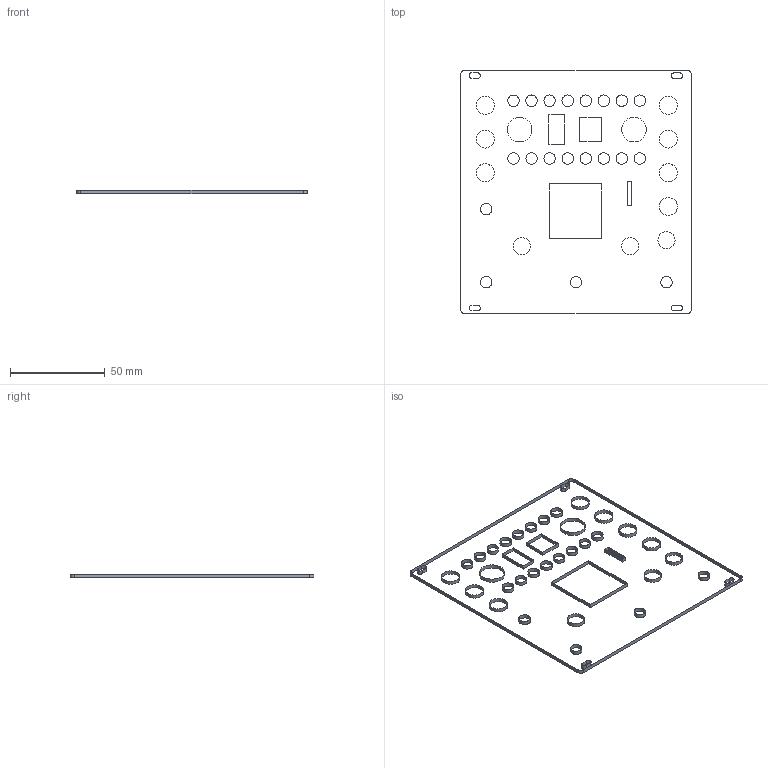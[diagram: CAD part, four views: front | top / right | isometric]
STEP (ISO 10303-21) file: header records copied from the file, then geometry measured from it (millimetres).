
FILE_DESCRIPTION(('FreeCAD Model'),'2;1');
FILE_NAME( 'Panel.step', '2019-10-24T20:57:35',(''),(''),'Open CASCADE STEP processor 7.3', 'FreeCAD','Unknown');
FILE_SCHEMA(('AUTOMOTIVE_DESIGN { 1 0 10303 214 1 1 1 1 }'));
Length unit declared in the file: millimetre
Products named in the file (1): Fillet
Bounding box: 121.56 x 128.5 x 2 mm (x, y, z)
Surface area: 3096.7 mm2 (no closed solid volume)
Topology: 0 solids, 41 shells, 72 faces, 216 edges, 144 vertices
Faces by surface type: cylinder 44, plane 28
Full cylindrical faces by diameter (mm): 6 x20, 9 x3, 9.5 x7, 13 x2
Entity records: 2790 total; most frequent: DIRECTION 450, CARTESIAN_POINT 433, ORIENTED_EDGE 288, EDGE_CURVE 216, AXIS2_PLACEMENT_3D 161, VERTEX_POINT 144, LINE 128, VECTOR 128
